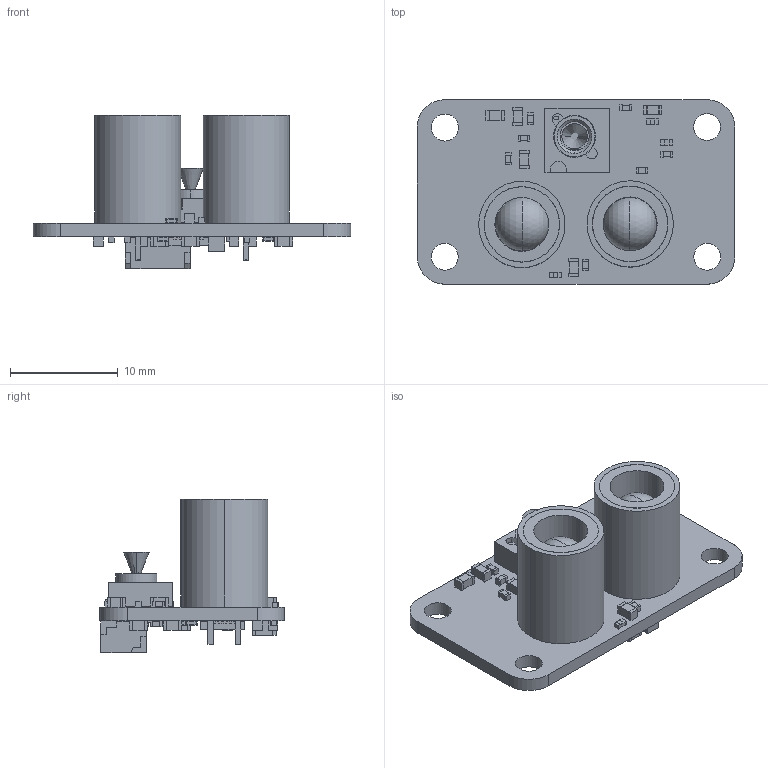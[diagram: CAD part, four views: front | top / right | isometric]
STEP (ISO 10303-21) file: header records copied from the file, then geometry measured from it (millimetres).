
FILE_DESCRIPTION(('Open CASCADE Model'),'2;1');
FILE_NAME('Open CASCADE Shape Model','2023-11-15T15:24:33',('Author'),( 'Open CASCADE'),'Open CASCADE STEP processor 6.8','Open CASCADE 6.8' ,'Unknown');
FILE_SCHEMA(('AUTOMOTIVE_DESIGN { 1 0 10303 214 1 1 1 1 }'));
Length unit declared in the file: millimetre
Products named in the file (70): PCB; Board; Open CASCADE STEP translator 6.8 1.1.1; Open CASCADE STEP translator 6.8 1.2; SM04B-SRSS-TB; U5; QFN50P400X400X80-25N; R17; RES_0402_(1005_metric); R16; R15; R14; R13; R12; R11; R10; R9; R8; R7; R6; R5; R4; R3; R2; R1; D3; LED_5mm產薛欶; LED_5MM-W; D2; LED_5MM-R; LED_5MM-R-5814_AF0_ASM; LED_5MM-R-936_AF0; D1; LED_0603_APT1608_BLUE; C28; CAP_0402_(1005_metric); C27; C26; C25; C24 ...
Assembly tree (110 placements, depth 5):
  PCB
    Board
      Open CASCADE STEP translator 6.8 1.1.1
    Open CASCADE STEP translator 6.8 1.2
      SM04B-SRSS-TB
    U5
      QFN50P400X400X80-25N
    R17
      RES_0402_(1005_metric)
    R16
      RES_0402_(1005_metric)
    R15
      RES_0402_(1005_metric)
    R14
      RES_0402_(1005_metric)
    R13
      RES_0402_(1005_metric)
    R12
      RES_0402_(1005_metric)
    R11
      RES_0402_(1005_metric)
    R10
      RES_0402_(1005_metric)
    R9
      RES_0402_(1005_metric)
    R8
      RES_0402_(1005_metric)
    R7
      RES_0402_(1005_metric)
    R6
      RES_0402_(1005_metric)
    R5
      RES_0402_(1005_metric)
    R4
      RES_0402_(1005_metric)
    R3
      RES_0402_(1005_metric)
    R2
      RES_0402_(1005_metric)
    R1
      RES_0402_(1005_metric)
    D3
      LED_5mm產薛欶
      LED_5MM-W
    D2
      LED_5MM-R
        LED_5MM-R-5814_AF0_ASM
          LED_5MM-R-936_AF0
      LED_5mm產薛欶
    D1
      LED_0603_APT1608_BLUE
    C28
      CAP_0402_(1005_metric)
    C27
      CAP_0402_(1005_metric)
    C26
      CAP_0402_(1005_metric)
    C25
      CAP_0402_(1005_metric)
    C24
Bounding box: 29.45 x 17.1 x 14.23 mm (x, y, z)
Volume: 1712.5 mm3; surface area: 3268.8 mm2
Topology: 57 solids, 59 shells, 2179 faces, 5495 edges, 3614 vertices
Faces by surface type: plane 1999, cylinder 124, extrusion 34, cone 14, sphere 4, bspline 4
Full cylindrical faces by diameter (mm): 0.9 x4, 2.5 x4
Entity records: 43566 total; most frequent: CARTESIAN_POINT 8887, ORIENTED_EDGE 6598, DIRECTION 6193, EDGE_CURVE 3300, VECTOR 2991, LINE 2957, VERTEX_POINT 2195, AXIS2_PLACEMENT_3D 1601
